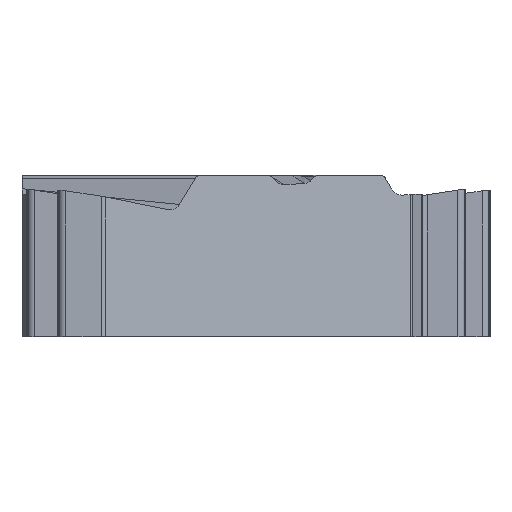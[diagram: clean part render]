
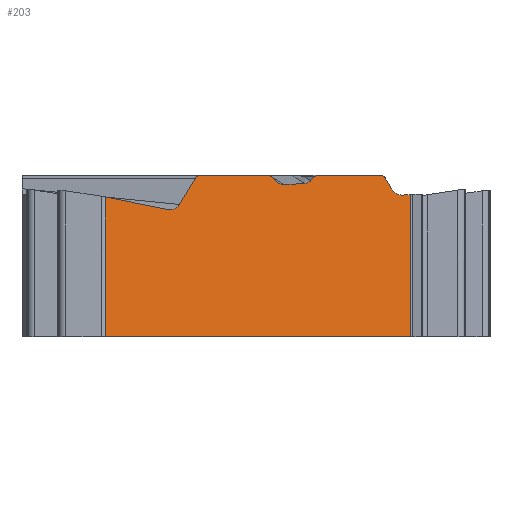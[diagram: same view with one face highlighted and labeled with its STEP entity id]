
A CAD part, front view. The second image highlights one B-rep face of the part: STEP entity #203.
In plain terms, the highlighted planar face has unit normal (0.5, -0.866, 0).
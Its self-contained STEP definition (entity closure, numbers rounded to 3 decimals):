
#139=PLANE('',#2390);
#203=ADVANCED_FACE('',(#371),#139,.F.);
#371=FACE_OUTER_BOUND('',#487,.T.);
#487=EDGE_LOOP('',(#771,#772,#773,#774,#775,#776,#777,#778,#779,#780,#781,
#782,#783,#784,#785,#786,#787,#788,#789,#790));
#589=ELLIPSE('',#2326,0.374,0.32);
#610=ELLIPSE('',#2385,0.17,0.15);
#611=ELLIPSE('',#2386,0.15,0.15);
#612=ELLIPSE('',#2387,0.167,0.15);
#613=ELLIPSE('',#2388,0.177,0.15);
#614=ELLIPSE('',#2389,0.368,0.32);
#771=ORIENTED_EDGE('',*,*,#1628,.F.);
#772=ORIENTED_EDGE('',*,*,#1629,.T.);
#773=ORIENTED_EDGE('',*,*,#1630,.F.);
#774=ORIENTED_EDGE('',*,*,#1526,.T.);
#775=ORIENTED_EDGE('',*,*,#1631,.F.);
#776=ORIENTED_EDGE('',*,*,#1632,.F.);
#777=ORIENTED_EDGE('',*,*,#1633,.F.);
#778=ORIENTED_EDGE('',*,*,#1634,.F.);
#779=ORIENTED_EDGE('',*,*,#1635,.F.);
#780=ORIENTED_EDGE('',*,*,#1636,.F.);
#781=ORIENTED_EDGE('',*,*,#1637,.F.);
#782=ORIENTED_EDGE('',*,*,#1638,.F.);
#783=ORIENTED_EDGE('',*,*,#1639,.F.);
#784=ORIENTED_EDGE('',*,*,#1640,.F.);
#785=ORIENTED_EDGE('',*,*,#1641,.F.);
#786=ORIENTED_EDGE('',*,*,#1642,.F.);
#787=ORIENTED_EDGE('',*,*,#1643,.F.);
#788=ORIENTED_EDGE('',*,*,#1644,.F.);
#789=ORIENTED_EDGE('',*,*,#1645,.F.);
#790=ORIENTED_EDGE('',*,*,#1646,.T.);
#1306=VERTEX_POINT('',#3390);
#1308=VERTEX_POINT('',#3394);
#1385=VERTEX_POINT('',#3647);
#1386=VERTEX_POINT('',#3648);
#1387=VERTEX_POINT('',#3650);
#1388=VERTEX_POINT('',#3653);
#1389=VERTEX_POINT('',#3655);
#1390=VERTEX_POINT('',#3657);
#1391=VERTEX_POINT('',#3659);
#1392=VERTEX_POINT('',#3661);
#1393=VERTEX_POINT('',#3675);
#1394=VERTEX_POINT('',#3677);
#1395=VERTEX_POINT('',#3691);
#1396=VERTEX_POINT('',#3693);
#1397=VERTEX_POINT('',#3695);
#1398=VERTEX_POINT('',#3697);
#1399=VERTEX_POINT('',#3699);
#1400=VERTEX_POINT('',#3701);
#1401=VERTEX_POINT('',#3703);
#1402=VERTEX_POINT('',#3705);
#1526=EDGE_CURVE('',#1306,#1308,#589,.T.);
#1628=EDGE_CURVE('',#1385,#1386,#1919,.T.);
#1629=EDGE_CURVE('',#1385,#1387,#1920,.T.);
#1630=EDGE_CURVE('',#1306,#1387,#1921,.T.);
#1631=EDGE_CURVE('',#1388,#1308,#1922,.T.);
#1632=EDGE_CURVE('',#1389,#1388,#610,.T.);
#1633=EDGE_CURVE('',#1390,#1389,#1923,.T.);
#1634=EDGE_CURVE('',#1391,#1390,#611,.T.);
#1635=EDGE_CURVE('',#1392,#1391,#1924,.T.);
#1636=EDGE_CURVE('',#1393,#1392,#2274,.T.);
#1637=EDGE_CURVE('',#1394,#1393,#1925,.T.);
#1638=EDGE_CURVE('',#1395,#1394,#2275,.T.);
#1639=EDGE_CURVE('',#1396,#1395,#1926,.T.);
#1640=EDGE_CURVE('',#1397,#1396,#612,.T.);
#1641=EDGE_CURVE('',#1398,#1397,#1927,.T.);
#1642=EDGE_CURVE('',#1399,#1398,#613,.T.);
#1643=EDGE_CURVE('',#1400,#1399,#1928,.T.);
#1644=EDGE_CURVE('',#1401,#1400,#614,.T.);
#1645=EDGE_CURVE('',#1402,#1401,#1929,.T.);
#1646=EDGE_CURVE('',#1402,#1386,#1930,.T.);
#1919=LINE('',#3646,#2120);
#1920=LINE('',#3649,#2121);
#1921=LINE('',#3651,#2122);
#1922=LINE('',#3652,#2123);
#1923=LINE('',#3656,#2124);
#1924=LINE('',#3660,#2125);
#1925=LINE('',#3676,#2126);
#1926=LINE('',#3692,#2127);
#1927=LINE('',#3696,#2128);
#1928=LINE('',#3700,#2129);
#1929=LINE('',#3704,#2130);
#1930=LINE('',#3706,#2131);
#2120=VECTOR('',#2734,1.);
#2121=VECTOR('',#2735,1.);
#2122=VECTOR('',#2736,1.);
#2123=VECTOR('',#2737,1.);
#2124=VECTOR('',#2740,1.);
#2125=VECTOR('',#2743,1.);
#2126=VECTOR('',#2744,1.);
#2127=VECTOR('',#2745,1.);
#2128=VECTOR('',#2748,1.);
#2129=VECTOR('',#2751,1.);
#2130=VECTOR('',#2754,1.);
#2131=VECTOR('',#2755,1.);
#2274=B_SPLINE_CURVE_WITH_KNOTS('',3,(#3662,#3663,#3664,#3665,#3666,#3667,
#3668,#3669,#3670,#3671,#3672,#3673,#3674),.UNSPECIFIED.,.F.,.F.,(4,3,3,
3,4),(0.,0.249,0.498,0.746,1.),
 .UNSPECIFIED.);
#2275=B_SPLINE_CURVE_WITH_KNOTS('',3,(#3678,#3679,#3680,#3681,#3682,#3683,
#3684,#3685,#3686,#3687,#3688,#3689,#3690),.UNSPECIFIED.,.F.,.F.,(4,3,3,
3,4),(0.,0.234,0.468,0.701,1.),
 .UNSPECIFIED.);
#2326=AXIS2_PLACEMENT_3D('',#3395,#2552,#2553);
#2385=AXIS2_PLACEMENT_3D('',#3654,#2738,#2739);
#2386=AXIS2_PLACEMENT_3D('',#3658,#2741,#2742);
#2387=AXIS2_PLACEMENT_3D('',#3694,#2746,#2747);
#2388=AXIS2_PLACEMENT_3D('',#3698,#2749,#2750);
#2389=AXIS2_PLACEMENT_3D('',#3702,#2752,#2753);
#2390=AXIS2_PLACEMENT_3D('',#3707,#2756,#2757);
#2552=DIRECTION('',(-0.5,0.866,0.));
#2553=DIRECTION('',(-0.854,-0.493,0.165));
#2734=DIRECTION('',(-0.866,-0.5,0.));
#2735=DIRECTION('',(0.,0.,1.));
#2736=DIRECTION('',(0.863,0.498,0.088));
#2737=DIRECTION('',(0.483,0.279,-0.83));
#2738=DIRECTION('',(-0.5,0.866,0.));
#2739=DIRECTION('',(-0.866,-0.5,0.));
#2740=DIRECTION('',(0.866,0.5,0.));
#2741=DIRECTION('',(-0.5,0.866,0.));
#2742=DIRECTION('',(0.866,0.5,0.));
#2743=DIRECTION('',(0.658,0.38,0.651));
#2744=DIRECTION('',(0.865,0.5,0.043));
#2745=DIRECTION('',(0.686,0.396,-0.611));
#2746=DIRECTION('',(-0.5,0.866,0.));
#2747=DIRECTION('',(-0.866,-0.5,0.));
#2748=DIRECTION('',(0.866,0.5,0.));
#2749=DIRECTION('',(-0.5,0.866,0.));
#2750=DIRECTION('',(-0.866,-0.5,0.));
#2751=DIRECTION('',(0.497,0.287,0.819));
#2752=DIRECTION('',(0.5,-0.866,0.));
#2753=DIRECTION('',(-0.853,-0.492,0.174));
#2754=DIRECTION('',(0.853,0.492,-0.174));
#2755=DIRECTION('',(0.,0.,-1.));
#2756=DIRECTION('',(-0.5,0.866,0.));
#2757=DIRECTION('',(0.,0.,-1.));
#3390=CARTESIAN_POINT('',(5.531,-2.306,-0.151));
#3394=CARTESIAN_POINT('',(5.205,-2.494,0.018));
#3395=CARTESIAN_POINT('',(5.482,-2.334,0.169));
#3646=CARTESIAN_POINT('',(-0.367,-5.711,-3.97));
#3647=CARTESIAN_POINT('',(5.705,-2.206,-3.97));
#3648=CARTESIAN_POINT('',(-2.522,-6.955,-3.97));
#3649=CARTESIAN_POINT('',(5.705,-2.206,3.38));
#3650=CARTESIAN_POINT('',(5.705,-2.206,-0.133));
#3651=CARTESIAN_POINT('',(-0.31,-5.678,-0.746));
#3652=CARTESIAN_POINT('',(3.477,-3.492,2.985));
#3653=CARTESIAN_POINT('',(5.037,-2.591,0.307));
#3654=CARTESIAN_POINT('',(4.911,-2.664,0.23));
#3655=CARTESIAN_POINT('',(4.911,-2.664,0.38));
#3656=CARTESIAN_POINT('',(-0.367,-5.711,0.38));
#3657=CARTESIAN_POINT('',(3.222,-3.639,0.38));
#3658=CARTESIAN_POINT('',(3.222,-3.639,0.23));
#3659=CARTESIAN_POINT('',(3.137,-3.688,0.344));
#3660=CARTESIAN_POINT('',(0.97,-4.939,-1.801));
#3661=CARTESIAN_POINT('',(3.029,-3.75,0.237));
#3662=CARTESIAN_POINT('',(2.857,-3.85,0.158));
#3663=CARTESIAN_POINT('',(2.873,-3.841,0.159));
#3664=CARTESIAN_POINT('',(2.888,-3.832,0.162));
#3665=CARTESIAN_POINT('',(2.904,-3.823,0.165));
#3666=CARTESIAN_POINT('',(2.919,-3.814,0.169));
#3667=CARTESIAN_POINT('',(2.934,-3.805,0.174));
#3668=CARTESIAN_POINT('',(2.949,-3.797,0.181));
#3669=CARTESIAN_POINT('',(2.963,-3.789,0.188));
#3670=CARTESIAN_POINT('',(2.977,-3.78,0.196));
#3671=CARTESIAN_POINT('',(2.99,-3.773,0.205));
#3672=CARTESIAN_POINT('',(3.004,-3.765,0.214));
#3673=CARTESIAN_POINT('',(3.017,-3.757,0.225));
#3674=CARTESIAN_POINT('',(3.029,-3.75,0.237));
#3675=CARTESIAN_POINT('',(2.857,-3.85,0.158));
#3676=CARTESIAN_POINT('',(-0.367,-5.711,0.));
#3677=CARTESIAN_POINT('',(2.296,-4.173,0.131));
#3678=CARTESIAN_POINT('',(2.124,-4.273,0.193));
#3679=CARTESIAN_POINT('',(2.136,-4.266,0.182));
#3680=CARTESIAN_POINT('',(2.148,-4.259,0.173));
#3681=CARTESIAN_POINT('',(2.161,-4.252,0.166));
#3682=CARTESIAN_POINT('',(2.173,-4.245,0.158));
#3683=CARTESIAN_POINT('',(2.186,-4.237,0.151));
#3684=CARTESIAN_POINT('',(2.2,-4.229,0.146));
#3685=CARTESIAN_POINT('',(2.214,-4.221,0.141));
#3686=CARTESIAN_POINT('',(2.228,-4.213,0.137));
#3687=CARTESIAN_POINT('',(2.242,-4.205,0.134));
#3688=CARTESIAN_POINT('',(2.26,-4.195,0.131));
#3689=CARTESIAN_POINT('',(2.278,-4.184,0.13));
#3690=CARTESIAN_POINT('',(2.296,-4.173,0.131));
#3691=CARTESIAN_POINT('',(2.124,-4.273,0.193));
#3692=CARTESIAN_POINT('',(4.089,-3.139,-1.557));
#3693=CARTESIAN_POINT('',(1.954,-4.371,0.344));
#3694=CARTESIAN_POINT('',(1.861,-4.425,0.23));
#3695=CARTESIAN_POINT('',(1.861,-4.425,0.38));
#3696=CARTESIAN_POINT('',(5.129,-2.538,0.38));
#3697=CARTESIAN_POINT('',(0.042,-5.475,0.38));
#3698=CARTESIAN_POINT('',(0.042,-5.475,0.23));
#3699=CARTESIAN_POINT('',(-0.09,-5.551,0.307));
#3700=CARTESIAN_POINT('',(1.502,-4.632,2.932));
#3701=CARTESIAN_POINT('',(-0.522,-5.8,-0.405));
#3702=CARTESIAN_POINT('',(-0.794,-5.958,-0.228));
#3703=CARTESIAN_POINT('',(-0.842,-5.985,-0.543));
#3704=CARTESIAN_POINT('',(4.869,-2.688,-1.705));
#3705=CARTESIAN_POINT('',(-2.522,-6.955,-0.201));
#3706=CARTESIAN_POINT('',(-2.522,-6.955,-5.47));
#3707=CARTESIAN_POINT('',(-0.367,-5.711,0.));
